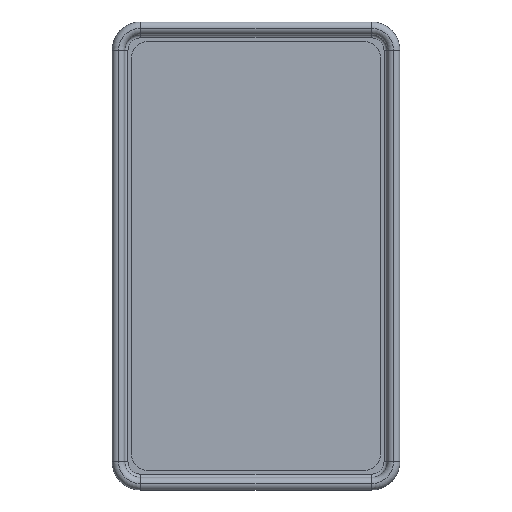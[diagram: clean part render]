
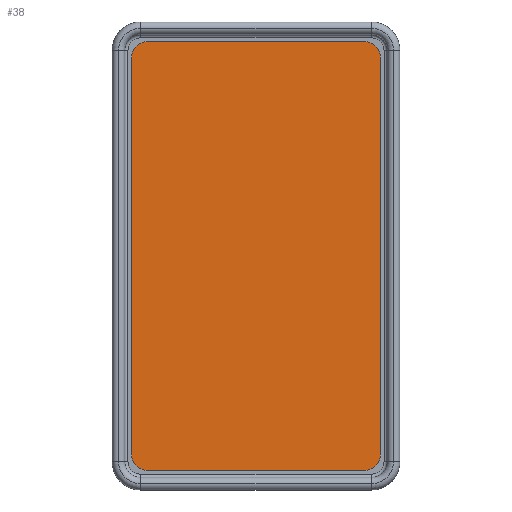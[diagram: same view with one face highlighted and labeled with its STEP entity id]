
A CAD part, front view. The second image highlights one B-rep face of the part: STEP entity #38.
In plain terms, the highlighted planar face has unit normal (0, -1, 0).
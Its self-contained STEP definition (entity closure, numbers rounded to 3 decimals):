
#38 = ADVANCED_FACE ( 'NONE', ( #7782 ), #7756, .T. ) ;
#422 = VERTEX_POINT ( 'NONE', #2228 ) ;
#435 = VERTEX_POINT ( 'NONE', #2241 ) ;
#461 = VERTEX_POINT ( 'NONE', #2267 ) ;
#462 = VERTEX_POINT ( 'NONE', #2268 ) ;
#463 = VERTEX_POINT ( 'NONE', #2269 ) ;
#464 = VERTEX_POINT ( 'NONE', #2270 ) ;
#465 = VERTEX_POINT ( 'NONE', #2271 ) ;
#466 = VERTEX_POINT ( 'NONE', #2272 ) ;
#796 = ORIENTED_EDGE ( 'NONE', *, *, #6631, .T. ) ;
#797 = ORIENTED_EDGE ( 'NONE', *, *, #6634, .T. ) ;
#798 = ORIENTED_EDGE ( 'NONE', *, *, #6636, .T. ) ;
#799 = ORIENTED_EDGE ( 'NONE', *, *, #6638, .T. ) ;
#800 = ORIENTED_EDGE ( 'NONE', *, *, #6640, .T. ) ;
#801 = ORIENTED_EDGE ( 'NONE', *, *, #6642, .T. ) ;
#802 = ORIENTED_EDGE ( 'NONE', *, *, #6644, .T. ) ;
#803 = ORIENTED_EDGE ( 'NONE', *, *, #6645, .T. ) ;
#1044 = AXIS2_PLACEMENT_3D ( 'NONE', #3197, #3198, #3199 ) ;
#1046 = AXIS2_PLACEMENT_3D ( 'NONE', #3207, #3208, #3209 ) ;
#1047 = AXIS2_PLACEMENT_3D ( 'NONE', #3216, #3217, #3218 ) ;
#1048 = AXIS2_PLACEMENT_3D ( 'NONE', #3225, #3226, #3227 ) ;
#2228 = CARTESIAN_POINT ( 'NONE',  ( 34.328, -7., 67.828 ) ) ;
#2241 = CARTESIAN_POINT ( 'NONE',  ( 34.328, -7., -67.828 ) ) ;
#2267 = CARTESIAN_POINT ( 'NONE',  ( 39.328, -7., 62.828 ) ) ;
#2268 = CARTESIAN_POINT ( 'NONE',  ( 39.328, -7., -62.828 ) ) ;
#2269 = CARTESIAN_POINT ( 'NONE',  ( -34.328, -7., 67.828 ) ) ;
#2270 = CARTESIAN_POINT ( 'NONE',  ( -39.328, -7., 62.828 ) ) ;
#2271 = CARTESIAN_POINT ( 'NONE',  ( -39.328, -7., -62.828 ) ) ;
#2272 = CARTESIAN_POINT ( 'NONE',  ( -34.328, -7., -67.828 ) ) ;
#2371 = CIRCLE ( 'NONE', #1044, 5. ) ;
#2374 = LINE ( 'NONE', #3194, #2379 ) ;
#2376 = CIRCLE ( 'NONE', #1046, 5. ) ;
#2379 = VECTOR ( 'NONE', #3202, 1000. ) ;
#2380 = LINE ( 'NONE', #3206, #2386 ) ;
#2383 = CIRCLE ( 'NONE', #1047, 5. ) ;
#2386 = VECTOR ( 'NONE', #3211, 1000. ) ;
#2387 = LINE ( 'NONE', #3215, #2393 ) ;
#2390 = CIRCLE ( 'NONE', #1048, 5. ) ;
#2393 = VECTOR ( 'NONE', #3220, 1000. ) ;
#2396 = LINE ( 'NONE', #3222, #2398 ) ;
#2398 = VECTOR ( 'NONE', #3219, 1000. ) ;
#3194 = CARTESIAN_POINT ( 'NONE',  ( 39.328, -7., 62.828 ) ) ;
#3197 = CARTESIAN_POINT ( 'NONE',  ( 34.328, -7., -62.828 ) ) ;
#3198 = DIRECTION ( 'NONE',  ( 0., -1., 0. ) ) ;
#3199 = DIRECTION ( 'NONE',  ( 0., 0., -1. ) ) ;
#3202 = DIRECTION ( 'NONE',  ( 0., 0., 1. ) ) ;
#3206 = CARTESIAN_POINT ( 'NONE',  ( -34.328, -7., 67.828 ) ) ;
#3207 = CARTESIAN_POINT ( 'NONE',  ( 34.328, -7., 62.828 ) ) ;
#3208 = DIRECTION ( 'NONE',  ( 0., -1., 0. ) ) ;
#3209 = DIRECTION ( 'NONE',  ( 0., 0., -1. ) ) ;
#3211 = DIRECTION ( 'NONE',  ( -1., 0., 0. ) ) ;
#3215 = CARTESIAN_POINT ( 'NONE',  ( -39.328, -7., 62.828 ) ) ;
#3216 = CARTESIAN_POINT ( 'NONE',  ( -34.328, -7., 62.828 ) ) ;
#3217 = DIRECTION ( 'NONE',  ( 0., -1., 0. ) ) ;
#3218 = DIRECTION ( 'NONE',  ( 0., 0., 1. ) ) ;
#3219 = DIRECTION ( 'NONE',  ( 1., 0., 0. ) ) ;
#3220 = DIRECTION ( 'NONE',  ( 0., 0., -1. ) ) ;
#3222 = CARTESIAN_POINT ( 'NONE',  ( -34.328, -7., -67.828 ) ) ;
#3225 = CARTESIAN_POINT ( 'NONE',  ( -34.328, -7., -62.828 ) ) ;
#3226 = DIRECTION ( 'NONE',  ( 0., -1., 0. ) ) ;
#3227 = DIRECTION ( 'NONE',  ( 0., 0., 1. ) ) ;
#6631 = EDGE_CURVE ( 'NONE', #435, #462, #2371, .T. ) ;
#6634 = EDGE_CURVE ( 'NONE', #462, #461, #2374, .T. ) ;
#6636 = EDGE_CURVE ( 'NONE', #461, #422, #2376, .T. ) ;
#6638 = EDGE_CURVE ( 'NONE', #422, #463, #2380, .T. ) ;
#6640 = EDGE_CURVE ( 'NONE', #463, #464, #2383, .T. ) ;
#6642 = EDGE_CURVE ( 'NONE', #464, #465, #2387, .T. ) ;
#6644 = EDGE_CURVE ( 'NONE', #465, #466, #2390, .T. ) ;
#6645 = EDGE_CURVE ( 'NONE', #466, #435, #2396, .T. ) ;
#7023 = EDGE_LOOP ( 'NONE', ( #796, #797, #798, #799, #800, #801, #802, #803 ) ) ;
#7756 = PLANE ( 'NONE',  #7889 ) ;
#7764 = DIRECTION ( 'NONE',  ( 0., 0., -1. ) ) ;
#7767 = DIRECTION ( 'NONE',  ( 0., -1., 0. ) ) ;
#7768 = CARTESIAN_POINT ( 'NONE',  ( 34.328, -7., -62.828 ) ) ;
#7782 = FACE_OUTER_BOUND ( 'NONE', #7023, .T. ) ;
#7889 = AXIS2_PLACEMENT_3D ( 'NONE', #7768, #7767, #7764 ) ;
